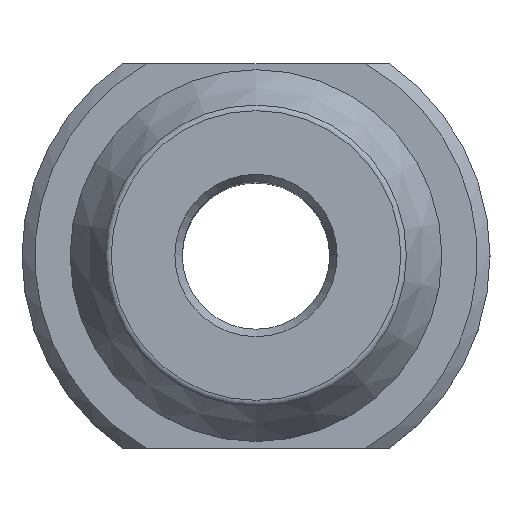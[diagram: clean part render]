
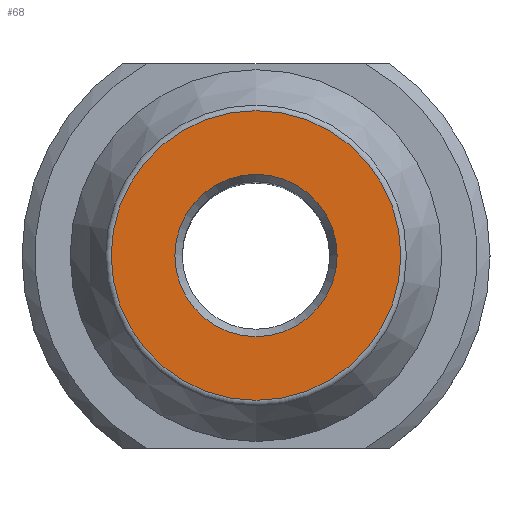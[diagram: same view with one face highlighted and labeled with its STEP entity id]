
A CAD part, top view. The second image highlights one B-rep face of the part: STEP entity #68.
In plain terms, the highlighted planar face has unit normal (0, 0, 1).
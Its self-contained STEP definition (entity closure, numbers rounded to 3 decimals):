
#68=ADVANCED_FACE('',(#114,#115),#90,.F.);
#90=PLANE('',#401);
#114=FACE_BOUND('',#158,.T.);
#115=FACE_BOUND('',#159,.T.);
#158=EDGE_LOOP('',(#222));
#159=EDGE_LOOP('',(#223));
#222=ORIENTED_EDGE('',*,*,#321,.T.);
#223=ORIENTED_EDGE('',*,*,#322,.T.);
#284=VERTEX_POINT('',#611);
#285=VERTEX_POINT('',#613);
#321=EDGE_CURVE('',#284,#284,#346,.T.);
#322=EDGE_CURVE('',#285,#285,#347,.T.);
#346=CIRCLE('',#399,11.296);
#347=CIRCLE('',#400,6.327);
#399=AXIS2_PLACEMENT_3D('',#610,#480,#481);
#400=AXIS2_PLACEMENT_3D('',#612,#482,#483);
#401=AXIS2_PLACEMENT_3D('',#614,#484,#485);
#480=DIRECTION('',(0.,0.,1.));
#481=DIRECTION('',(0.,1.,0.));
#482=DIRECTION('',(0.,0.,-1.));
#483=DIRECTION('',(0.,1.,0.));
#484=DIRECTION('',(0.,0.,-1.));
#485=DIRECTION('',(0.,1.,0.));
#610=CARTESIAN_POINT('',(0.,0.,25.4));
#611=CARTESIAN_POINT('',(0.,11.296,25.4));
#612=CARTESIAN_POINT('',(0.,0.,25.4));
#613=CARTESIAN_POINT('',(0.,6.327,25.4));
#614=CARTESIAN_POINT('',(0.,6.327,25.4));
